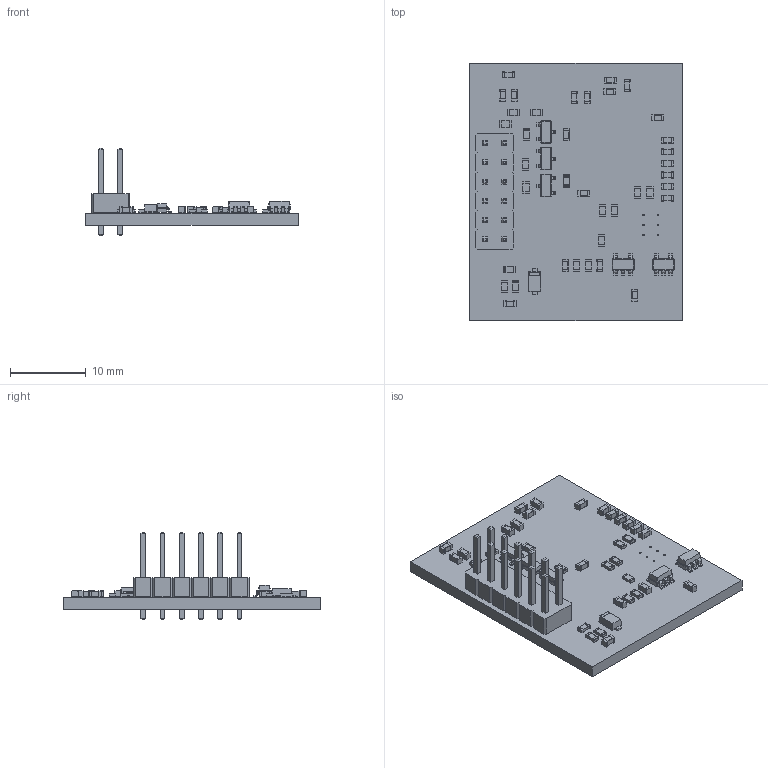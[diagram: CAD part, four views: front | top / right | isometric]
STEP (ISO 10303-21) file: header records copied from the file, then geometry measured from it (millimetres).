
FILE_DESCRIPTION(('KiCad electronic assembly'),'2;1');
FILE_NAME('SmartWatch.step','2020-02-23T11:28:27',('An Author'),( 'A Company'),'Open CASCADE STEP processor 6.8', 'KiCad to STEP converter','Unknown');
FILE_SCHEMA(('AUTOMOTIVE_DESIGN_CC2 { 1 2 10303 214 -1 1 5 4 }'));
Length unit declared in the file: millimetre
Products named in the file (16): Open CASCADE STEP translator 6.8 1; C_0603_1608Metric; SOLID; R_0603_1608Metric; PinHeader_2x06_P2.54mm_Vertical; D_SOD-123F; L_0603_1608Metric; SOT-23; SOT-23-5; COMPOUND
Assembly tree (53 placements, depth 3):
  Open CASCADE STEP translator 6.8 1
    C_0603_1608Metric  x20
      SOLID
    R_0603_1608Metric  x17
      SOLID
    PinHeader_2x06_P2.54mm_Vertical
      SOLID
    D_SOD-123F
      SOLID
    L_0603_1608Metric
      SOLID
    SOT-23  x3
      SOLID
    SOT-23-5  x2
      SOLID
    COMPOUND
Bounding box: 28 x 34 x 11.54 mm (x, y, z)
Volume: 1805.4 mm3; surface area: 3024.2 mm2
Topology: 46 solids, 46 shells, 1783 faces, 4482 edges, 2858 vertices
Faces by surface type: plane 1152, cylinder 482, bspline 149
Full cylindrical faces by diameter (mm): 0.2 x6, 1 x12
Entity records: 47870 total; most frequent: CARTESIAN_POINT 16069, DIRECTION 4875, LINE 3323, VECTOR 3323, ORIENTED_EDGE 2778, PCURVE 2778, DEFINITIONAL_REPRESENTATION 2778, EDGE_CURVE 1389
